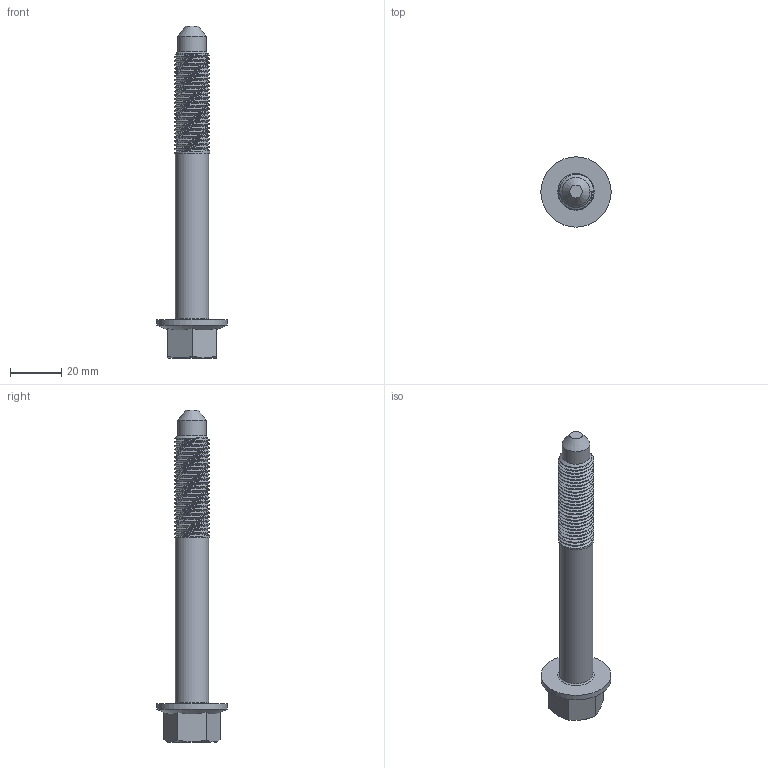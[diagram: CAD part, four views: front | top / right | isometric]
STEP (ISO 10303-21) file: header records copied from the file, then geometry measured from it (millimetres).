
FILE_DESCRIPTION(('Open CASCADE Model'),'2;1');
FILE_NAME('Open CASCADE Shape Model','2024-07-12T11:37:51',('Author'),( 'Open CASCADE'),'Open CASCADE STEP processor 7.5','Open CASCADE 7.5' ,'Unknown');
FILE_SCHEMA(('AUTOMOTIVE_DESIGN { 1 0 10303 214 1 1 1 1 }'));
Length unit declared in the file: millimetre
Products named in the file (1): Open CASCADE STEP translator 7.5 11
Bounding box: 27.5 x 27.5 x 130 mm (x, y, z)
Volume: 19598.2 mm3; surface area: 7685 mm2
Topology: 1 solids, 1 shells, 32 faces, 71 edges, 44 vertices
Faces by surface type: plane 13, cone 10, cylinder 6, bspline 2, torus 1
Full cylindrical faces by diameter (mm): 11 x1, 13 x1, 14.5 x1, 27.5 x1
Entity records: 13379 total; most frequent: CARTESIAN_POINT 12077, DIRECTION 195, ORIENTED_EDGE 142, PCURVE 142, DEFINITIONAL_REPRESENTATION 142, B_SPLINE_CURVE_WITH_KNOTS 94, LINE 82, VECTOR 82
